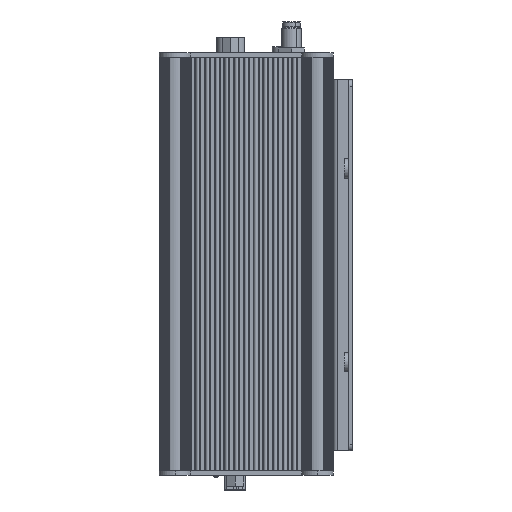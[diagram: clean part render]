
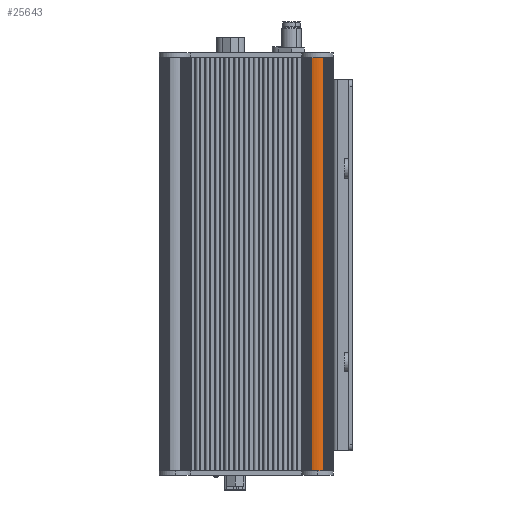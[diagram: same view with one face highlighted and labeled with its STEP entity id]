
A CAD part, left-side view. The second image highlights one B-rep face of the part: STEP entity #25643.
In plain terms, the highlighted cylindrical face has radius 5 mm (diameter 10 mm), a partial arc.
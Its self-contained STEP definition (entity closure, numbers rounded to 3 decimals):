
#6583 = EDGE_CURVE ( 'NONE', #8532, #8534, #47959, .T. ) ;
#6814 = EDGE_CURVE ( 'NONE', #8501, #8536, #48276, .T. ) ;
#7053 = EDGE_CURVE ( 'NONE', #8501, #8534, #88293, .T. ) ;
#7062 = EDGE_CURVE ( 'NONE', #8536, #8532, #88316, .T. ) ;
#8501 = VERTEX_POINT ( 'NONE', #72278 ) ;
#8532 = VERTEX_POINT ( 'NONE', #72297 ) ;
#8534 = VERTEX_POINT ( 'NONE', #72298 ) ;
#8536 = VERTEX_POINT ( 'NONE', #72300 ) ;
#15062 = EDGE_LOOP ( 'NONE', ( #52832, #52923, #51866, #52410 ) ) ;
#25643 = ADVANCED_FACE ( 'NONE', ( #61688 ), #61690, .T. ) ;
#47959 = CIRCLE ( 'NONE', #47965, 5. ) ;
#47965 = AXIS2_PLACEMENT_3D ( 'NONE', #82361, #82362, #82364 ) ;
#48276 = CIRCLE ( 'NONE', #48295, 5. ) ;
#48295 = AXIS2_PLACEMENT_3D ( 'NONE', #83351, #83353, #83356 ) ;
#51866 = ORIENTED_EDGE ( 'NONE', *, *, #7053, .T. ) ;
#52410 = ORIENTED_EDGE ( 'NONE', *, *, #6583, .F. ) ;
#52832 = ORIENTED_EDGE ( 'NONE', *, *, #7062, .F. ) ;
#52923 = ORIENTED_EDGE ( 'NONE', *, *, #6814, .F. ) ;
#56405 = VECTOR ( 'NONE', #88307, 1000. ) ;
#56407 = VECTOR ( 'NONE', #88321, 1000. ) ;
#56944 = AXIS2_PLACEMENT_3D ( 'NONE', #61689, #61684, #61691 ) ;
#61684 = DIRECTION ( 'NONE',  ( 0., 0., 1. ) ) ;
#61688 = FACE_OUTER_BOUND ( 'NONE', #15062, .T. ) ;
#61689 = CARTESIAN_POINT ( 'NONE',  ( -59.116, -30.216, -131. ) ) ;
#61690 = CYLINDRICAL_SURFACE ( 'NONE', #56944, 5. ) ;
#61691 = DIRECTION ( 'NONE',  ( 1., 0., 0. ) ) ;
#72278 = CARTESIAN_POINT ( 'NONE',  ( -63.736, -32.128, -129.5 ) ) ;
#72297 = CARTESIAN_POINT ( 'NONE',  ( -63.83, -28.549, -1.5 ) ) ;
#72298 = CARTESIAN_POINT ( 'NONE',  ( -63.736, -32.128, -1.5 ) ) ;
#72300 = CARTESIAN_POINT ( 'NONE',  ( -63.83, -28.549, -129.5 ) ) ;
#82361 = CARTESIAN_POINT ( 'NONE',  ( -59.116, -30.216, -1.5 ) ) ;
#82362 = DIRECTION ( 'NONE',  ( 0., 0., 1. ) ) ;
#82364 = DIRECTION ( 'NONE',  ( 1., 0., 0. ) ) ;
#83351 = CARTESIAN_POINT ( 'NONE',  ( -59.116, -30.216, -129.5 ) ) ;
#83353 = DIRECTION ( 'NONE',  ( 0., 0., -1. ) ) ;
#83356 = DIRECTION ( 'NONE',  ( -1., 0., 0. ) ) ;
#88293 = LINE ( 'NONE', #88300, #56405 ) ;
#88300 = CARTESIAN_POINT ( 'NONE',  ( -63.736, -32.128, -131. ) ) ;
#88307 = DIRECTION ( 'NONE',  ( 0., 0., 1. ) ) ;
#88312 = CARTESIAN_POINT ( 'NONE',  ( -63.83, -28.549, -131. ) ) ;
#88316 = LINE ( 'NONE', #88312, #56407 ) ;
#88321 = DIRECTION ( 'NONE',  ( 0., 0., 1. ) ) ;
